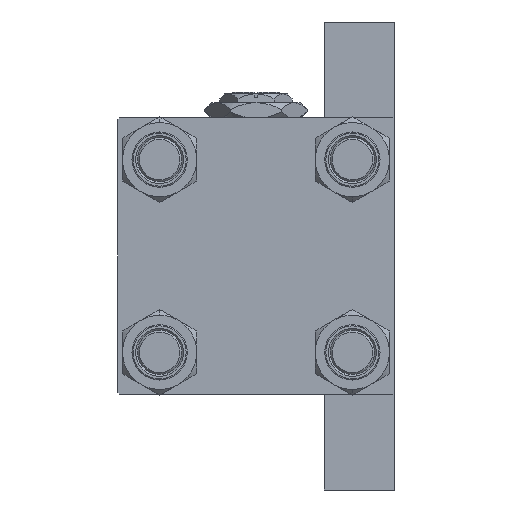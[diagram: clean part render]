
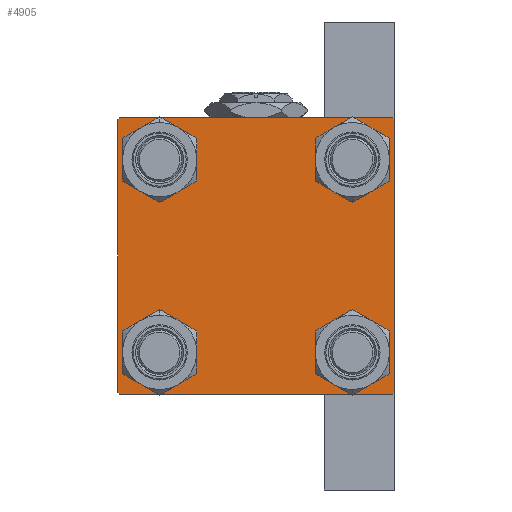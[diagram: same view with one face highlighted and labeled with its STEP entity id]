
A CAD part, left-side view. The second image highlights one B-rep face of the part: STEP entity #4905.
In plain terms, the highlighted planar face has unit normal (-1, 0, 0).
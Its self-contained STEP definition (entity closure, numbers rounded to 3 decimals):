
#125 = EDGE_LOOP ( 'NONE', ( #15832, #11722 ) ) ;
#472 = DIRECTION ( 'NONE',  ( 1., 0., 0. ) ) ;
#2091 = FACE_BOUND ( 'NONE', #33349, .T. ) ;
#2191 = EDGE_CURVE ( 'NONE', #30911, #30670, #15658, .T. ) ;
#2587 = CARTESIAN_POINT ( 'NONE',  ( 0., 37.25, -37.25 ) ) ;
#2769 = VERTEX_POINT ( 'NONE', #30083 ) ;
#3006 = ORIENTED_EDGE ( 'NONE', *, *, #47668, .T. ) ;
#3012 = DIRECTION ( 'NONE',  ( 0., 0., 1. ) ) ;
#3339 = CARTESIAN_POINT ( 'NONE',  ( 0., -37.5, 37.5 ) ) ;
#3352 = LINE ( 'NONE', #38335, #21105 ) ;
#3385 = EDGE_CURVE ( 'NONE', #11712, #18081, #48883, .T. ) ;
#3500 = DIRECTION ( 'NONE',  ( 0., 0., 1. ) ) ;
#4515 = CARTESIAN_POINT ( 'NONE',  ( 0., 37.5, 37. ) ) ;
#4631 = DIRECTION ( 'NONE',  ( 0., -0.707, 0.707 ) ) ;
#4738 = ORIENTED_EDGE ( 'NONE', *, *, #5580, .T. ) ;
#4905 = ADVANCED_FACE ( 'NONE', ( #2091, #14451, #21363, #22790, #18753 ), #18255, .T. ) ;
#5330 = VECTOR ( 'NONE', #46034, 1000. ) ;
#5580 = EDGE_CURVE ( 'NONE', #17400, #12456, #11528, .T. ) ;
#5888 = EDGE_CURVE ( 'NONE', #33596, #2769, #49859, .T. ) ;
#6824 = DIRECTION ( 'NONE',  ( -1., 0., 0. ) ) ;
#7188 = DIRECTION ( 'NONE',  ( 0., 0., 1. ) ) ;
#7309 = EDGE_CURVE ( 'NONE', #20172, #33596, #25903, .T. ) ;
#7392 = ORIENTED_EDGE ( 'NONE', *, *, #40353, .F. ) ;
#7461 = VERTEX_POINT ( 'NONE', #48939 ) ;
#7464 = ORIENTED_EDGE ( 'NONE', *, *, #31902, .T. ) ;
#7592 = ORIENTED_EDGE ( 'NONE', *, *, #7309, .T. ) ;
#8740 = CARTESIAN_POINT ( 'NONE',  ( 0., -26.15, 26.15 ) ) ;
#8802 = CARTESIAN_POINT ( 'NONE',  ( 0., 26.15, 19.65 ) ) ;
#9568 = EDGE_CURVE ( 'NONE', #34176, #7461, #14276, .T. ) ;
#9616 = ORIENTED_EDGE ( 'NONE', *, *, #24279, .T. ) ;
#9818 = ORIENTED_EDGE ( 'NONE', *, *, #3385, .T. ) ;
#9908 = CIRCLE ( 'NONE', #35692, 6.5 ) ;
#9920 = AXIS2_PLACEMENT_3D ( 'NONE', #45963, #33539, #30481 ) ;
#10299 = CARTESIAN_POINT ( 'NONE',  ( 0., 26.15, 32.65 ) ) ;
#11528 = LINE ( 'NONE', #31533, #38396 ) ;
#11707 = CARTESIAN_POINT ( 'NONE',  ( 0., -26.15, -26.15 ) ) ;
#11712 = VERTEX_POINT ( 'NONE', #12640 ) ;
#11722 = ORIENTED_EDGE ( 'NONE', *, *, #41580, .T. ) ;
#11877 = AXIS2_PLACEMENT_3D ( 'NONE', #14856, #42219, #30296 ) ;
#12132 = CARTESIAN_POINT ( 'NONE',  ( 0., 37., -37.5 ) ) ;
#12136 = CARTESIAN_POINT ( 'NONE',  ( 0., 26.15, -26.15 ) ) ;
#12456 = VERTEX_POINT ( 'NONE', #4515 ) ;
#12640 = CARTESIAN_POINT ( 'NONE',  ( 0., 26.15, -32.65 ) ) ;
#13434 = CIRCLE ( 'NONE', #23109, 6.5 ) ;
#14276 = CIRCLE ( 'NONE', #37726, 6.5 ) ;
#14451 = FACE_BOUND ( 'NONE', #25171, .T. ) ;
#14514 = EDGE_LOOP ( 'NONE', ( #15037, #7592, #24672, #14656, #7392, #3006, #18576, #4738 ) ) ;
#14656 = ORIENTED_EDGE ( 'NONE', *, *, #14682, .T. ) ;
#14682 = EDGE_CURVE ( 'NONE', #2769, #18714, #32016, .T. ) ;
#14856 = CARTESIAN_POINT ( 'NONE',  ( 0., -26.15, -26.15 ) ) ;
#15037 = ORIENTED_EDGE ( 'NONE', *, *, #44546, .T. ) ;
#15658 = CIRCLE ( 'NONE', #43983, 6.5 ) ;
#15832 = ORIENTED_EDGE ( 'NONE', *, *, #43292, .T. ) ;
#15991 = VECTOR ( 'NONE', #38172, 1000. ) ;
#16490 = AXIS2_PLACEMENT_3D ( 'NONE', #12136, #26828, #3500 ) ;
#16614 = AXIS2_PLACEMENT_3D ( 'NONE', #20519, #472, #40036 ) ;
#16860 = DIRECTION ( 'NONE',  ( 0., 0., 1. ) ) ;
#17400 = VERTEX_POINT ( 'NONE', #26029 ) ;
#17534 = CARTESIAN_POINT ( 'NONE',  ( 0., 26.15, -19.65 ) ) ;
#17563 = CIRCLE ( 'NONE', #11877, 6.5 ) ;
#18081 = VERTEX_POINT ( 'NONE', #17534 ) ;
#18255 = PLANE ( 'NONE',  #44086 ) ;
#18576 = ORIENTED_EDGE ( 'NONE', *, *, #27324, .F. ) ;
#18584 = LINE ( 'NONE', #3339, #25501 ) ;
#18714 = VERTEX_POINT ( 'NONE', #38077 ) ;
#18753 = FACE_OUTER_BOUND ( 'NONE', #14514, .T. ) ;
#19334 = DIRECTION ( 'NONE',  ( 0., 0., -1. ) ) ;
#19745 = VERTEX_POINT ( 'NONE', #40607 ) ;
#20055 = DIRECTION ( 'NONE',  ( 0., 0., 1. ) ) ;
#20172 = VERTEX_POINT ( 'NONE', #39454 ) ;
#20519 = CARTESIAN_POINT ( 'NONE',  ( 0., 26.15, 26.15 ) ) ;
#21105 = VECTOR ( 'NONE', #46209, 1000. ) ;
#21363 = FACE_BOUND ( 'NONE', #46254, .T. ) ;
#22715 = LINE ( 'NONE', #30065, #15991 ) ;
#22790 = FACE_BOUND ( 'NONE', #125, .T. ) ;
#22972 = VERTEX_POINT ( 'NONE', #8802 ) ;
#23109 = AXIS2_PLACEMENT_3D ( 'NONE', #40896, #41149, #37329 ) ;
#23226 = CARTESIAN_POINT ( 'NONE',  ( 0., 37.5, -37.5 ) ) ;
#23906 = CARTESIAN_POINT ( 'NONE',  ( 0., -37.25, -37.25 ) ) ;
#24279 = EDGE_CURVE ( 'NONE', #18081, #11712, #9908, .T. ) ;
#24672 = ORIENTED_EDGE ( 'NONE', *, *, #5888, .T. ) ;
#25171 = EDGE_LOOP ( 'NONE', ( #32854, #39779 ) ) ;
#25501 = VECTOR ( 'NONE', #19334, 1000. ) ;
#25703 = CARTESIAN_POINT ( 'NONE',  ( 0., 26.15, -26.15 ) ) ;
#25903 = LINE ( 'NONE', #2587, #44166 ) ;
#26029 = CARTESIAN_POINT ( 'NONE',  ( 0., 37., 37.5 ) ) ;
#26341 = CARTESIAN_POINT ( 'NONE',  ( 0., 0., 0. ) ) ;
#26527 = DIRECTION ( 'NONE',  ( 0., -1., 0. ) ) ;
#26698 = CARTESIAN_POINT ( 'NONE',  ( 0., -37.5, 37. ) ) ;
#26828 = DIRECTION ( 'NONE',  ( 1., 0., 0. ) ) ;
#27324 = EDGE_CURVE ( 'NONE', #17400, #19745, #3352, .T. ) ;
#29505 = DIRECTION ( 'NONE',  ( 1., 0., 0. ) ) ;
#30065 = CARTESIAN_POINT ( 'NONE',  ( 0., -37.25, 37.25 ) ) ;
#30083 = CARTESIAN_POINT ( 'NONE',  ( 0., -37., -37.5 ) ) ;
#30296 = DIRECTION ( 'NONE',  ( 0., 0., 1. ) ) ;
#30374 = CIRCLE ( 'NONE', #16614, 6.5 ) ;
#30481 = DIRECTION ( 'NONE',  ( 0., 0., 1. ) ) ;
#30504 = CARTESIAN_POINT ( 'NONE',  ( 0., -26.15, -19.65 ) ) ;
#30670 = VERTEX_POINT ( 'NONE', #47545 ) ;
#30911 = VERTEX_POINT ( 'NONE', #30504 ) ;
#31533 = CARTESIAN_POINT ( 'NONE',  ( 0., 37.25, 37.25 ) ) ;
#31762 = CIRCLE ( 'NONE', #9920, 6.5 ) ;
#31902 = EDGE_CURVE ( 'NONE', #7461, #34176, #31762, .T. ) ;
#32016 = LINE ( 'NONE', #23906, #34558 ) ;
#32527 = DIRECTION ( 'NONE',  ( 0., -0.707, -0.707 ) ) ;
#32854 = ORIENTED_EDGE ( 'NONE', *, *, #2191, .T. ) ;
#33349 = EDGE_LOOP ( 'NONE', ( #7464, #46506 ) ) ;
#33539 = DIRECTION ( 'NONE',  ( 1., 0., 0. ) ) ;
#33596 = VERTEX_POINT ( 'NONE', #12132 ) ;
#34176 = VERTEX_POINT ( 'NONE', #43605 ) ;
#34558 = VECTOR ( 'NONE', #4631, 1000. ) ;
#34828 = DIRECTION ( 'NONE',  ( 0., 0.707, -0.707 ) ) ;
#35692 = AXIS2_PLACEMENT_3D ( 'NONE', #25703, #29505, #7188 ) ;
#36479 = CARTESIAN_POINT ( 'NONE',  ( 0., 37.5, 37.5 ) ) ;
#36727 = LINE ( 'NONE', #36479, #5330 ) ;
#37329 = DIRECTION ( 'NONE',  ( 0., 0., 1. ) ) ;
#37726 = AXIS2_PLACEMENT_3D ( 'NONE', #8740, #43721, #16860 ) ;
#38077 = CARTESIAN_POINT ( 'NONE',  ( 0., -37.5, -37. ) ) ;
#38172 = DIRECTION ( 'NONE',  ( 0., 0.707, 0.707 ) ) ;
#38335 = CARTESIAN_POINT ( 'NONE',  ( 0., 37.5, 37.5 ) ) ;
#38396 = VECTOR ( 'NONE', #34828, 1000. ) ;
#39454 = CARTESIAN_POINT ( 'NONE',  ( 0., 37.5, -37. ) ) ;
#39779 = ORIENTED_EDGE ( 'NONE', *, *, #44609, .T. ) ;
#40030 = VERTEX_POINT ( 'NONE', #10299 ) ;
#40036 = DIRECTION ( 'NONE',  ( 0., 0., 1. ) ) ;
#40353 = EDGE_CURVE ( 'NONE', #46816, #18714, #18584, .T. ) ;
#40607 = CARTESIAN_POINT ( 'NONE',  ( 0., -37., 37.5 ) ) ;
#40896 = CARTESIAN_POINT ( 'NONE',  ( 0., 26.15, 26.15 ) ) ;
#41149 = DIRECTION ( 'NONE',  ( 1., 0., 0. ) ) ;
#41580 = EDGE_CURVE ( 'NONE', #22972, #40030, #30374, .T. ) ;
#42219 = DIRECTION ( 'NONE',  ( 1., 0., 0. ) ) ;
#43292 = EDGE_CURVE ( 'NONE', #40030, #22972, #13434, .T. ) ;
#43369 = DIRECTION ( 'NONE',  ( 1., 0., 0. ) ) ;
#43605 = CARTESIAN_POINT ( 'NONE',  ( 0., -26.15, 19.65 ) ) ;
#43721 = DIRECTION ( 'NONE',  ( 1., 0., 0. ) ) ;
#43983 = AXIS2_PLACEMENT_3D ( 'NONE', #11707, #43369, #20055 ) ;
#44086 = AXIS2_PLACEMENT_3D ( 'NONE', #26341, #6824, #3012 ) ;
#44166 = VECTOR ( 'NONE', #32527, 1000. ) ;
#44546 = EDGE_CURVE ( 'NONE', #12456, #20172, #36727, .T. ) ;
#44609 = EDGE_CURVE ( 'NONE', #30670, #30911, #17563, .T. ) ;
#44891 = VECTOR ( 'NONE', #26527, 1000. ) ;
#45963 = CARTESIAN_POINT ( 'NONE',  ( 0., -26.15, 26.15 ) ) ;
#46034 = DIRECTION ( 'NONE',  ( 0., 0., -1. ) ) ;
#46209 = DIRECTION ( 'NONE',  ( 0., -1., 0. ) ) ;
#46254 = EDGE_LOOP ( 'NONE', ( #9616, #9818 ) ) ;
#46506 = ORIENTED_EDGE ( 'NONE', *, *, #9568, .T. ) ;
#46816 = VERTEX_POINT ( 'NONE', #26698 ) ;
#47545 = CARTESIAN_POINT ( 'NONE',  ( 0., -26.15, -32.65 ) ) ;
#47668 = EDGE_CURVE ( 'NONE', #46816, #19745, #22715, .T. ) ;
#48883 = CIRCLE ( 'NONE', #16490, 6.5 ) ;
#48939 = CARTESIAN_POINT ( 'NONE',  ( 0., -26.15, 32.65 ) ) ;
#49859 = LINE ( 'NONE', #23226, #44891 ) ;
